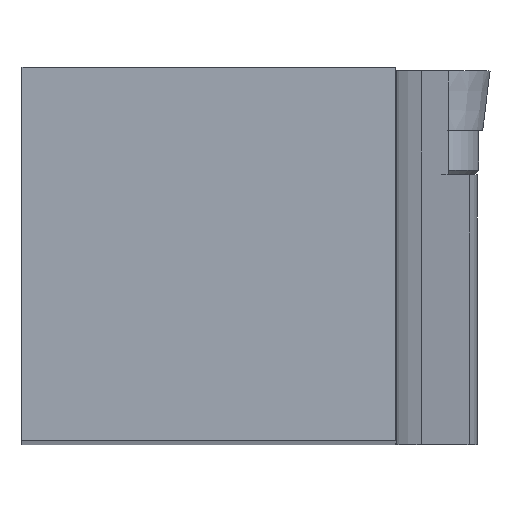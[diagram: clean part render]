
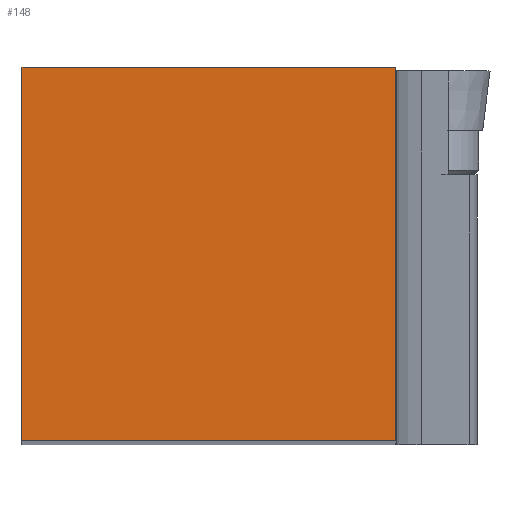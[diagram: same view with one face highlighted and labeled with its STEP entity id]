
A CAD part, top view. The second image highlights one B-rep face of the part: STEP entity #148.
In plain terms, the highlighted planar face has unit normal (0, 0, 1).
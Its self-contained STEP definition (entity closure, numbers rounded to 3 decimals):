
#51=LINE('',#630,#78);
#53=LINE('',#634,#80);
#56=LINE('',#640,#83);
#57=LINE('',#642,#84);
#78=VECTOR('',#523,1.);
#80=VECTOR('',#527,1.);
#83=VECTOR('',#532,1.);
#84=VECTOR('',#533,1.);
#97=FACE_OUTER_BOUND('',#214,.T.);
#148=ADVANCED_FACE('',(#97),#165,.F.);
#165=PLANE('',#438);
#214=EDGE_LOOP('',(#285,#286,#287,#288));
#285=ORIENTED_EDGE('',*,*,#382,.F.);
#286=ORIENTED_EDGE('',*,*,#383,.T.);
#287=ORIENTED_EDGE('',*,*,#379,.T.);
#288=ORIENTED_EDGE('',*,*,#377,.F.);
#337=VERTEX_POINT('',#629);
#338=VERTEX_POINT('',#631);
#339=VERTEX_POINT('',#635);
#341=VERTEX_POINT('',#641);
#377=EDGE_CURVE('',#337,#338,#51,.T.);
#379=EDGE_CURVE('',#339,#338,#53,.T.);
#382=EDGE_CURVE('',#341,#337,#56,.T.);
#383=EDGE_CURVE('',#341,#339,#57,.T.);
#438=AXIS2_PLACEMENT_3D('',#643,#534,#535);
#523=DIRECTION('',(0.,1.,0.));
#527=DIRECTION('',(-1.,0.,0.));
#532=DIRECTION('',(-1.,0.,0.));
#533=DIRECTION('',(0.,1.,0.));
#534=DIRECTION('',(0.,0.,-1.));
#535=DIRECTION('',(1.,0.,0.));
#629=CARTESIAN_POINT('',(0.,0.,0.));
#630=CARTESIAN_POINT('',(0.,0.,0.));
#631=CARTESIAN_POINT('',(0.,40.,0.));
#634=CARTESIAN_POINT('',(40.,40.,0.));
#635=CARTESIAN_POINT('',(40.,40.,0.));
#640=CARTESIAN_POINT('',(40.,0.,0.));
#641=CARTESIAN_POINT('',(40.,0.,0.));
#642=CARTESIAN_POINT('',(40.,0.,0.));
#643=CARTESIAN_POINT('',(40.,0.,0.));
